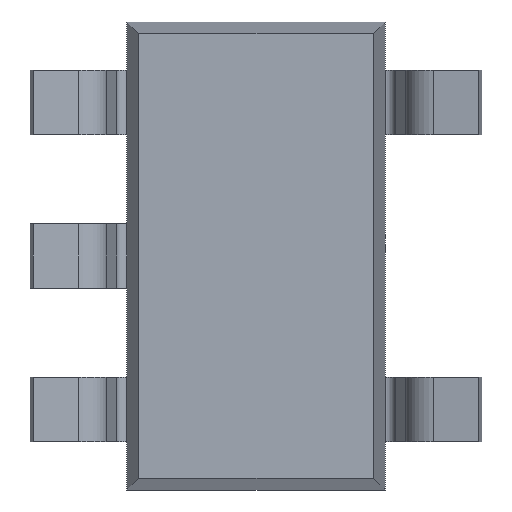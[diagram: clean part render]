
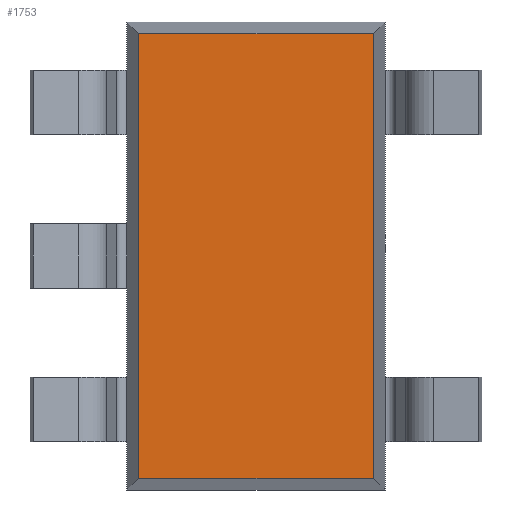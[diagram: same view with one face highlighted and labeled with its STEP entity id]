
A CAD part, front view. The second image highlights one B-rep face of the part: STEP entity #1753.
In plain terms, the highlighted planar face has unit normal (0, -1, 0).
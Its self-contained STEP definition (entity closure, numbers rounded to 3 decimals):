
#92 = VECTOR ( 'NONE', #2052, 1000. ) ;
#210 = ORIENTED_EDGE ( 'NONE', *, *, #1368, .T. ) ;
#212 = DIRECTION ( 'NONE',  ( 0., 0., 1. ) ) ;
#272 = EDGE_CURVE ( 'NONE', #965, #1512, #1743, .T. ) ;
#343 = ORIENTED_EDGE ( 'NONE', *, *, #1984, .T. ) ;
#363 = CARTESIAN_POINT ( 'NONE',  ( 0.726, 0.1, -1.376 ) ) ;
#366 = ORIENTED_EDGE ( 'NONE', *, *, #536, .T. ) ;
#397 = LINE ( 'NONE', #1369, #92 ) ;
#440 = FACE_OUTER_BOUND ( 'NONE', #667, .T. ) ;
#536 = EDGE_CURVE ( 'NONE', #1813, #2172, #1161, .T. ) ;
#667 = EDGE_LOOP ( 'NONE', ( #343, #1489, #210, #366 ) ) ;
#673 = DIRECTION ( 'NONE',  ( 0., -1., 0. ) ) ;
#761 = CARTESIAN_POINT ( 'NONE',  ( -0.726, 0.1, 1.45 ) ) ;
#782 = CARTESIAN_POINT ( 'NONE',  ( 0., 0.1, 0. ) ) ;
#871 = AXIS2_PLACEMENT_3D ( 'NONE', #782, #673, #1007 ) ;
#965 = VERTEX_POINT ( 'NONE', #363 ) ;
#989 = LINE ( 'NONE', #1983, #1746 ) ;
#1007 = DIRECTION ( 'NONE',  ( 0., 0., -1. ) ) ;
#1161 = LINE ( 'NONE', #761, #1167 ) ;
#1167 = VECTOR ( 'NONE', #1478, 1000. ) ;
#1190 = PLANE ( 'NONE',  #871 ) ;
#1368 = EDGE_CURVE ( 'NONE', #1512, #1813, #989, .T. ) ;
#1369 = CARTESIAN_POINT ( 'NONE',  ( -0.8, 0.1, -1.376 ) ) ;
#1478 = DIRECTION ( 'NONE',  ( 0., 0., -1. ) ) ;
#1489 = ORIENTED_EDGE ( 'NONE', *, *, #272, .T. ) ;
#1505 = CARTESIAN_POINT ( 'NONE',  ( -0.726, 0.1, -1.376 ) ) ;
#1512 = VERTEX_POINT ( 'NONE', #1560 ) ;
#1560 = CARTESIAN_POINT ( 'NONE',  ( 0.726, 0.1, 1.376 ) ) ;
#1568 = CARTESIAN_POINT ( 'NONE',  ( 0.726, 0.1, -1.45 ) ) ;
#1601 = DIRECTION ( 'NONE',  ( -1., 0., 0. ) ) ;
#1643 = CARTESIAN_POINT ( 'NONE',  ( -0.726, 0.1, 1.376 ) ) ;
#1743 = LINE ( 'NONE', #1568, #1822 ) ;
#1746 = VECTOR ( 'NONE', #1601, 1000. ) ;
#1753 = ADVANCED_FACE ( 'NONE', ( #440 ), #1190, .T. ) ;
#1813 = VERTEX_POINT ( 'NONE', #1643 ) ;
#1822 = VECTOR ( 'NONE', #212, 1000. ) ;
#1983 = CARTESIAN_POINT ( 'NONE',  ( 0.8, 0.1, 1.376 ) ) ;
#1984 = EDGE_CURVE ( 'NONE', #2172, #965, #397, .T. ) ;
#2052 = DIRECTION ( 'NONE',  ( 1., 0., 0. ) ) ;
#2172 = VERTEX_POINT ( 'NONE', #1505 ) ;
